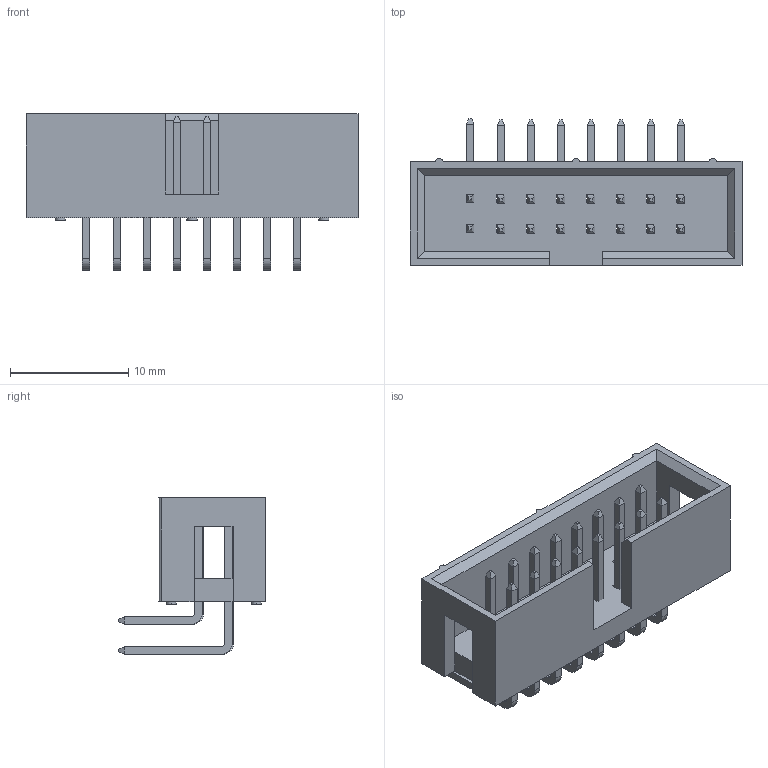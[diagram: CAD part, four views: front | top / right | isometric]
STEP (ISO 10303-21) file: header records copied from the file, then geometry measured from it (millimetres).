
FILE_DESCRIPTION(('STEP AP214'),'1');
FILE_NAME('612016235221.stp','2018-02-20T05:10:01',('TraceParts'),('TraceParts S.A.'),'Spatial InterOp 3D',' ',' ');
FILE_SCHEMA(('automotive_design'));
Length unit declared in the file: millimetre
Products named in the file (17): 612016235221_1; 612016235221_2; 612016235221_3; 612016235221_4; 612016235221_5; 612016235221_6; 612016235221_7; 612016235221_8; 612016235221_9; 612016235221_10; 612016235221_11; 612016235221_12; 612016235221_13; 612016235221_14; 612016235221_15; 612016235221_16; 612016235221_17
Bounding box: 28.12 x 12.45 x 13.26 mm (x, y, z)
Volume: 1065.6 mm3; surface area: 2340.8 mm2
Topology: 17 solids, 17 shells, 467 faces, 1093 edges, 662 vertices
Faces by surface type: plane 420, cylinder 47
Entity records: 16945 total; most frequent: CARTESIAN_POINT 2239, ORIENTED_EDGE 2186, DIRECTION 2155, EDGE_CURVE 1093, LINE 999, VECTOR 999, VERTEX_POINT 662, AXIS2_PLACEMENT_3D 578
